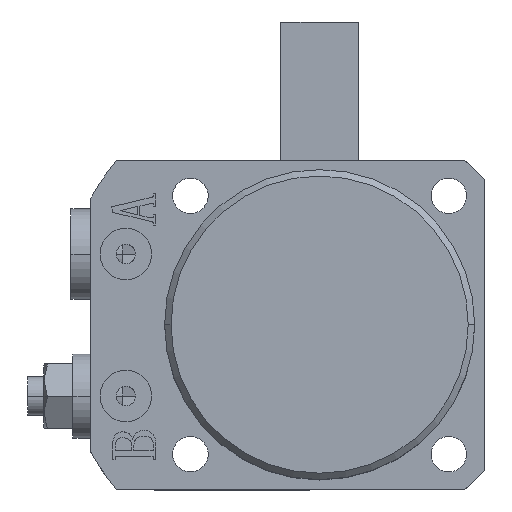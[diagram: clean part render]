
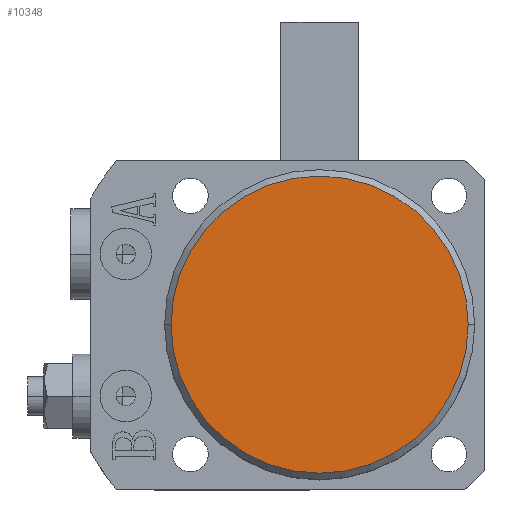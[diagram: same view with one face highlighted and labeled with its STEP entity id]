
A CAD part, top view. The second image highlights one B-rep face of the part: STEP entity #10348.
In plain terms, the highlighted planar face has unit normal (0, 0, 1).
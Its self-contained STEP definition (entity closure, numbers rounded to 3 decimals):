
#1247 = CARTESIAN_POINT ( 'NONE',  ( -23., 0., 60. ) ) ;
#1704 = CARTESIAN_POINT ( 'NONE',  ( 0., 0., 60. ) ) ;
#1705 = DIRECTION ( 'NONE',  ( 0., 0., 1. ) ) ;
#1706 = DIRECTION ( 'NONE',  ( 1., 0., 0. ) ) ;
#2402 = EDGE_LOOP ( 'NONE', ( #6180, #6181 ) ) ;
#2612 = CARTESIAN_POINT ( 'NONE',  ( 23., 0., 60. ) ) ;
#3487 = FACE_OUTER_BOUND ( 'NONE', #2402, .T. ) ;
#3862 = CARTESIAN_POINT ( 'NONE',  ( 0., 0., 60. ) ) ;
#3868 = PLANE ( 'NONE',  #7368 ) ;
#3871 = DIRECTION ( 'NONE',  ( 0., 0., 1. ) ) ;
#3872 = DIRECTION ( 'NONE',  ( 1., 0., 0. ) ) ;
#4510 = CIRCLE ( 'NONE', #9859, 23. ) ;
#4741 = CIRCLE ( 'NONE', #9901, 23. ) ;
#5901 = VERTEX_POINT ( 'NONE', #1247 ) ;
#6011 = VERTEX_POINT ( 'NONE', #2612 ) ;
#6180 = ORIENTED_EDGE ( 'NONE', *, *, #8592, .T. ) ;
#6181 = ORIENTED_EDGE ( 'NONE', *, *, #8954, .T. ) ;
#7368 = AXIS2_PLACEMENT_3D ( 'NONE', #3862, #3871, #3872 ) ;
#8592 = EDGE_CURVE ( 'NONE', #5901, #6011, #4510, .T. ) ;
#8954 = EDGE_CURVE ( 'NONE', #6011, #5901, #4741, .T. ) ;
#9859 = AXIS2_PLACEMENT_3D ( 'NONE', #10298, #10294, #10312 ) ;
#9901 = AXIS2_PLACEMENT_3D ( 'NONE', #1704, #1705, #1706 ) ;
#10294 = DIRECTION ( 'NONE',  ( 0., 0., 1. ) ) ;
#10298 = CARTESIAN_POINT ( 'NONE',  ( 0., 0., 60. ) ) ;
#10312 = DIRECTION ( 'NONE',  ( 1., 0., 0. ) ) ;
#10348 = ADVANCED_FACE ( 'NONE', ( #3487 ), #3868, .T. ) ;
